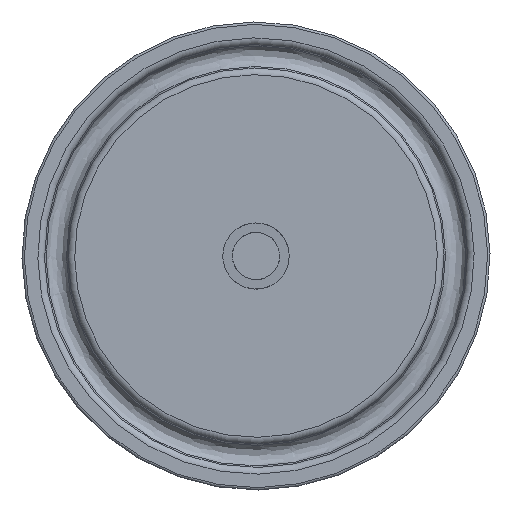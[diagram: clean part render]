
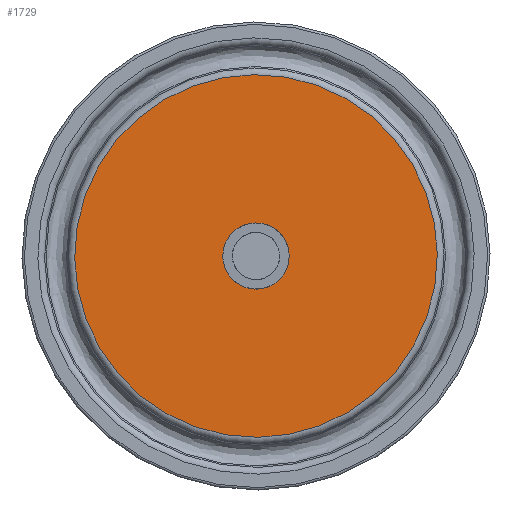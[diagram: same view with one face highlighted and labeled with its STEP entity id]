
A CAD part, front view. The second image highlights one B-rep face of the part: STEP entity #1729.
In plain terms, the highlighted planar face has unit normal (0, -1, 0).
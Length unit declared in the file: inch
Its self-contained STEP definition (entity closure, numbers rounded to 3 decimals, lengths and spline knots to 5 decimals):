
#1678=CARTESIAN_POINT('',(0.71812,-1.2785,0.26958));
#1679=VERTEX_POINT('',#1678);
#1680=CARTESIAN_POINT('',(0.,-1.2785,0.));
#1681=DIRECTION('',(0.,1.,0.));
#1682=DIRECTION('',(-0.936,0.,-0.351));
#1683=AXIS2_PLACEMENT_3D('',#1680,#1681,#1682);
#1684=CIRCLE('',#1683,0.76706);
#1685=EDGE_CURVE('',#1679,#1679,#1684,.T.);
#1710=CARTESIAN_POINT('',(0.41548,-1.2785,0.15597));
#1711=DIRECTION('',(0.0,-1.0,0.0));
#1712=DIRECTION('',(0.351,0.0,-0.936));
#1713=AXIS2_PLACEMENT_3D('',#1710,#1711,#1712);
#1714=PLANE('',#1713);
#1715=ORIENTED_EDGE('',*,*,#1685,.F.);
#1716=EDGE_LOOP('',(#1715));
#1717=FACE_OUTER_BOUND('',#1716,.T.);
#1718=CARTESIAN_POINT('',(0.09362,-1.2785,0.03515));
#1719=VERTEX_POINT('',#1718);
#1720=CARTESIAN_POINT('',(0.,-1.2785,0.));
#1721=DIRECTION('',(0.,-1.0,0.));
#1722=DIRECTION('',(0.936,0.,0.351));
#1723=AXIS2_PLACEMENT_3D('',#1720,#1721,#1722);
#1724=CIRCLE('',#1723,0.1);
#1725=EDGE_CURVE('',#1719,#1719,#1724,.T.);
#1726=ORIENTED_EDGE('',*,*,#1725,.F.);
#1727=EDGE_LOOP('',(#1726));
#1728=FACE_BOUND('',#1727,.T.);
#1729=ADVANCED_FACE('',(#1717,#1728),#1714,.T.);
